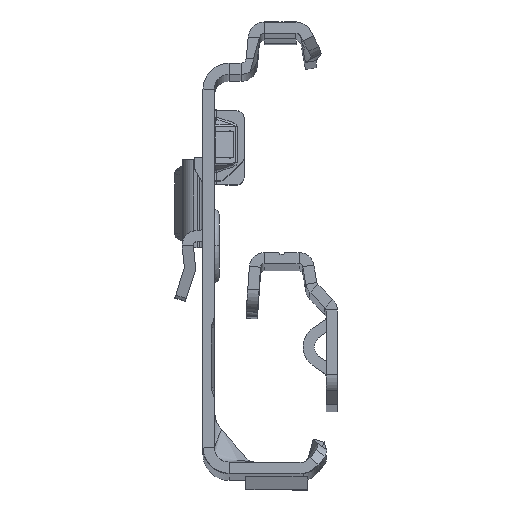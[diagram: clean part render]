
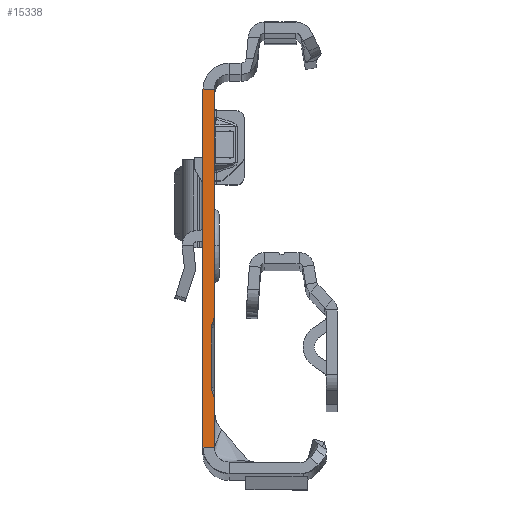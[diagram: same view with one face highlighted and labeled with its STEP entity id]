
A CAD part, top view. The second image highlights one B-rep face of the part: STEP entity #15338.
In plain terms, the highlighted planar face has unit normal (0, 0, 1).
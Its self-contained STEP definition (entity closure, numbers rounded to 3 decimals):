
#181 = DIRECTION ( 'NONE',  ( 0., -1., 0. ) ) ;
#311 = LINE ( 'NONE', #25861, #14781 ) ;
#463 = LINE ( 'NONE', #6690, #2616 ) ;
#628 = EDGE_CURVE ( 'NONE', #11800, #20173, #18013, .T. ) ;
#850 = VERTEX_POINT ( 'NONE', #26509 ) ;
#1292 = EDGE_CURVE ( 'NONE', #17932, #22057, #25170, .T. ) ;
#1335 = AXIS2_PLACEMENT_3D ( 'NONE', #10205, #20626, #16061 ) ;
#1347 = CARTESIAN_POINT ( 'NONE',  ( -0.234, -9.288, 0. ) ) ;
#1479 = FACE_OUTER_BOUND ( 'NONE', #23809, .T. ) ;
#1747 = VECTOR ( 'NONE', #8291, 1000. ) ;
#1836 = ORIENTED_EDGE ( 'NONE', *, *, #1292, .F. ) ;
#1937 = ORIENTED_EDGE ( 'NONE', *, *, #18292, .F. ) ;
#2616 = VECTOR ( 'NONE', #181, 1000. ) ;
#3534 = DIRECTION ( 'NONE',  ( 0., 0., -1. ) ) ;
#3713 = CARTESIAN_POINT ( 'NONE',  ( -0.234, -9.288, 0. ) ) ;
#4009 = VECTOR ( 'NONE', #22841, 1000. ) ;
#4373 = CARTESIAN_POINT ( 'NONE',  ( 0., 24.135, 0. ) ) ;
#4679 = EDGE_CURVE ( 'NONE', #6443, #21599, #20950, .T. ) ;
#5467 = EDGE_CURVE ( 'NONE', #24720, #11800, #7825, .T. ) ;
#5506 = DIRECTION ( 'NONE',  ( 0., 0., 1. ) ) ;
#5577 = EDGE_CURVE ( 'NONE', #9640, #14432, #19076, .T. ) ;
#5637 = CARTESIAN_POINT ( 'NONE',  ( -0.4, -17.865, 0. ) ) ;
#6236 = CARTESIAN_POINT ( 'NONE',  ( 0., -19.499, 0. ) ) ;
#6364 = DIRECTION ( 'NONE',  ( -1., 0., 0. ) ) ;
#6443 = VERTEX_POINT ( 'NONE', #19481 ) ;
#6690 = CARTESIAN_POINT ( 'NONE',  ( 0., 24.135, 0. ) ) ;
#6829 = AXIS2_PLACEMENT_3D ( 'NONE', #20363, #5506, #16052 ) ;
#7408 = DIRECTION ( 'NONE',  ( -1., 0., 0. ) ) ;
#7678 = LINE ( 'NONE', #14071, #8796 ) ;
#7801 = ORIENTED_EDGE ( 'NONE', *, *, #11678, .F. ) ;
#7825 = LINE ( 'NONE', #1347, #4009 ) ;
#8291 = DIRECTION ( 'NONE',  ( -1., 0., 0. ) ) ;
#8796 = VECTOR ( 'NONE', #11992, 1000. ) ;
#9014 = DIRECTION ( 'NONE',  ( 0.423, -0.906, 0. ) ) ;
#9148 = EDGE_CURVE ( 'NONE', #14432, #21599, #7678, .T. ) ;
#9537 = CARTESIAN_POINT ( 'NONE',  ( -0.234, -18.442, 0. ) ) ;
#9640 = VERTEX_POINT ( 'NONE', #17583 ) ;
#9810 = EDGE_CURVE ( 'NONE', #25934, #850, #10607, .T. ) ;
#10205 = CARTESIAN_POINT ( 'NONE',  ( 0.6, -17.865, 0. ) ) ;
#10419 = ORIENTED_EDGE ( 'NONE', *, *, #5577, .T. ) ;
#10607 = CIRCLE ( 'NONE', #1335, 1. ) ;
#10871 = CARTESIAN_POINT ( 'NONE',  ( 0., -8.231, 0. ) ) ;
#11175 = ORIENTED_EDGE ( 'NONE', *, *, #14920, .F. ) ;
#11250 = ORIENTED_EDGE ( 'NONE', *, *, #4679, .F. ) ;
#11458 = VECTOR ( 'NONE', #21307, 1000. ) ;
#11678 = EDGE_CURVE ( 'NONE', #20173, #25934, #23122, .T. ) ;
#11769 = AXIS2_PLACEMENT_3D ( 'NONE', #26449, #3534, #7408 ) ;
#11800 = VERTEX_POINT ( 'NONE', #16109 ) ;
#11992 = DIRECTION ( 'NONE',  ( 0., -1., 0. ) ) ;
#12493 = CARTESIAN_POINT ( 'NONE',  ( 0.6, -9.865, 0. ) ) ;
#13469 = CARTESIAN_POINT ( 'NONE',  ( -0.4, -9.865, 0. ) ) ;
#13991 = CIRCLE ( 'NONE', #11769, 2.5 ) ;
#14071 = CARTESIAN_POINT ( 'NONE',  ( -1.5, 24.135, 0. ) ) ;
#14432 = VERTEX_POINT ( 'NONE', #15033 ) ;
#14460 = AXIS2_PLACEMENT_3D ( 'NONE', #12493, #20450, #6364 ) ;
#14781 = VECTOR ( 'NONE', #9014, 1000. ) ;
#14920 = EDGE_CURVE ( 'NONE', #850, #17932, #311, .T. ) ;
#15033 = CARTESIAN_POINT ( 'NONE',  ( -1.5, 22.135, 0. ) ) ;
#15338 = ADVANCED_FACE ( 'NONE', ( #1479 ), #20490, .T. ) ;
#16052 = DIRECTION ( 'NONE',  ( 0., -1., 0. ) ) ;
#16061 = DIRECTION ( 'NONE',  ( 1., 0., 0. ) ) ;
#16109 = CARTESIAN_POINT ( 'NONE',  ( -0.306, -9.443, 0. ) ) ;
#16861 = CARTESIAN_POINT ( 'NONE',  ( 0., 22.135, 0. ) ) ;
#17583 = CARTESIAN_POINT ( 'NONE',  ( 0., 22.135, 0. ) ) ;
#17887 = ORIENTED_EDGE ( 'NONE', *, *, #9810, .F. ) ;
#17932 = VERTEX_POINT ( 'NONE', #9537 ) ;
#18013 = CIRCLE ( 'NONE', #14460, 1. ) ;
#18213 = CARTESIAN_POINT ( 'NONE',  ( -2.5, -19.499, 0. ) ) ;
#18292 = EDGE_CURVE ( 'NONE', #20496, #24720, #13991, .T. ) ;
#18378 = ORIENTED_EDGE ( 'NONE', *, *, #628, .F. ) ;
#19076 = LINE ( 'NONE', #16861, #23948 ) ;
#19372 = AXIS2_PLACEMENT_3D ( 'NONE', #18213, #22669, #26711 ) ;
#19481 = CARTESIAN_POINT ( 'NONE',  ( 0., -25.865, 0. ) ) ;
#19626 = LINE ( 'NONE', #4373, #11458 ) ;
#20069 = ORIENTED_EDGE ( 'NONE', *, *, #20503, .F. ) ;
#20173 = VERTEX_POINT ( 'NONE', #20559 ) ;
#20299 = VECTOR ( 'NONE', #25343, 1000. ) ;
#20363 = CARTESIAN_POINT ( 'NONE',  ( -1.5, 24.135, 0. ) ) ;
#20450 = DIRECTION ( 'NONE',  ( 0., 0., 1. ) ) ;
#20490 = PLANE ( 'NONE',  #6829 ) ;
#20496 = VERTEX_POINT ( 'NONE', #10871 ) ;
#20503 = EDGE_CURVE ( 'NONE', #9640, #20496, #19626, .T. ) ;
#20559 = CARTESIAN_POINT ( 'NONE',  ( -0.4, -9.865, 0. ) ) ;
#20626 = DIRECTION ( 'NONE',  ( 0., 0., 1. ) ) ;
#20709 = CARTESIAN_POINT ( 'NONE',  ( -1.5, -25.865, 0. ) ) ;
#20879 = EDGE_CURVE ( 'NONE', #22057, #6443, #463, .T. ) ;
#20950 = LINE ( 'NONE', #27343, #1747 ) ;
#20986 = ORIENTED_EDGE ( 'NONE', *, *, #20879, .F. ) ;
#21156 = DIRECTION ( 'NONE',  ( -1., 0., 0. ) ) ;
#21307 = DIRECTION ( 'NONE',  ( 0., -1., 0. ) ) ;
#21528 = ORIENTED_EDGE ( 'NONE', *, *, #5467, .F. ) ;
#21599 = VERTEX_POINT ( 'NONE', #20709 ) ;
#22057 = VERTEX_POINT ( 'NONE', #6236 ) ;
#22669 = DIRECTION ( 'NONE',  ( 0., 0., -1. ) ) ;
#22841 = DIRECTION ( 'NONE',  ( -0.423, -0.906, 0. ) ) ;
#23027 = ORIENTED_EDGE ( 'NONE', *, *, #9148, .T. ) ;
#23122 = LINE ( 'NONE', #13469, #20299 ) ;
#23809 = EDGE_LOOP ( 'NONE', ( #1937, #20069, #10419, #23027, #11250, #20986, #1836, #11175, #17887, #7801, #18378, #21528 ) ) ;
#23948 = VECTOR ( 'NONE', #21156, 1000. ) ;
#24720 = VERTEX_POINT ( 'NONE', #3713 ) ;
#25170 = CIRCLE ( 'NONE', #19372, 2.5 ) ;
#25343 = DIRECTION ( 'NONE',  ( 0., -1., 0. ) ) ;
#25861 = CARTESIAN_POINT ( 'NONE',  ( -0.234, -18.442, 0. ) ) ;
#25934 = VERTEX_POINT ( 'NONE', #5637 ) ;
#26449 = CARTESIAN_POINT ( 'NONE',  ( -2.5, -8.231, 0. ) ) ;
#26509 = CARTESIAN_POINT ( 'NONE',  ( -0.306, -18.288, 0. ) ) ;
#26711 = DIRECTION ( 'NONE',  ( 1., 0., 0. ) ) ;
#27343 = CARTESIAN_POINT ( 'NONE',  ( 0., -25.865, 0. ) ) ;
